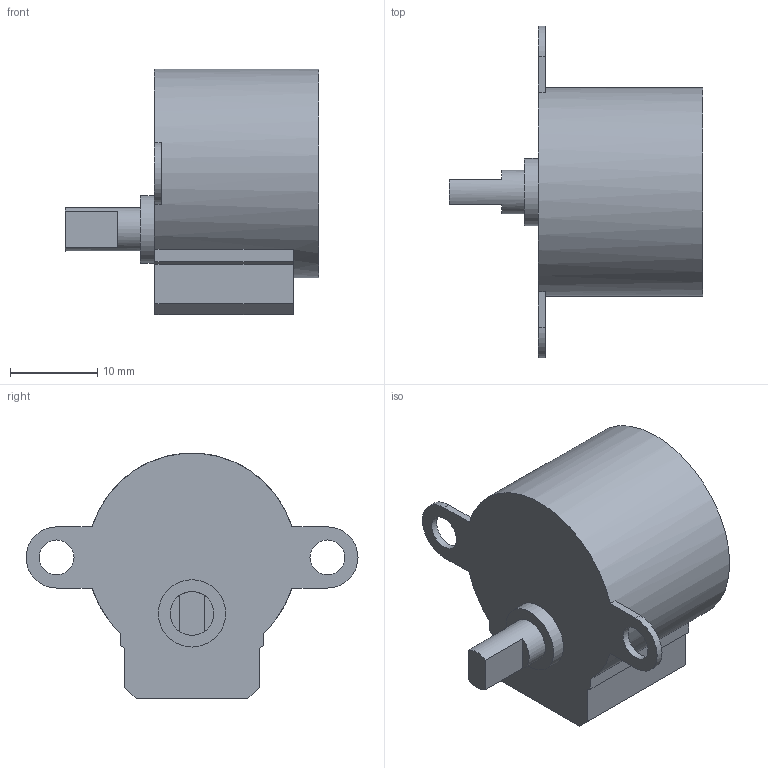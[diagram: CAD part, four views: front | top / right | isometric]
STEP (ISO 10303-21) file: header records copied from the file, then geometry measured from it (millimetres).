
FILE_DESCRIPTION(('FreeCAD Model'),'2;1');
FILE_NAME('24BYJ48S-5C-DC.step','2015-08-20T17:44:13',('Author'),(''), 'Open CASCADE STEP processor 6.8','FreeCAD','Unknown');
FILE_SCHEMA(('AUTOMOTIVE_DESIGN_CC2 { 1 2 10303 214 -1 1 5 4 }'));
Length unit declared in the file: millimetre
Products named in the file (1): PolarPattern001
Bounding box: 29 x 38 x 28.14 mm (x, y, z)
Volume: 9942 mm3; surface area: 2982.1 mm2
Topology: 1 solids, 1 shells, 31 faces, 91 edges, 64 vertices
Faces by surface type: plane 24, cylinder 7
Full cylindrical faces by diameter (mm): 4 x2, 5 x1, 7.7 x1, 23.9 x1
Entity records: 2650 total; most frequent: CARTESIAN_POINT 865, DIRECTION 317, LINE 200, VECTOR 200, ORIENTED_EDGE 182, PCURVE 182, DEFINITIONAL_REPRESENTATION 182, EDGE_CURVE 91
